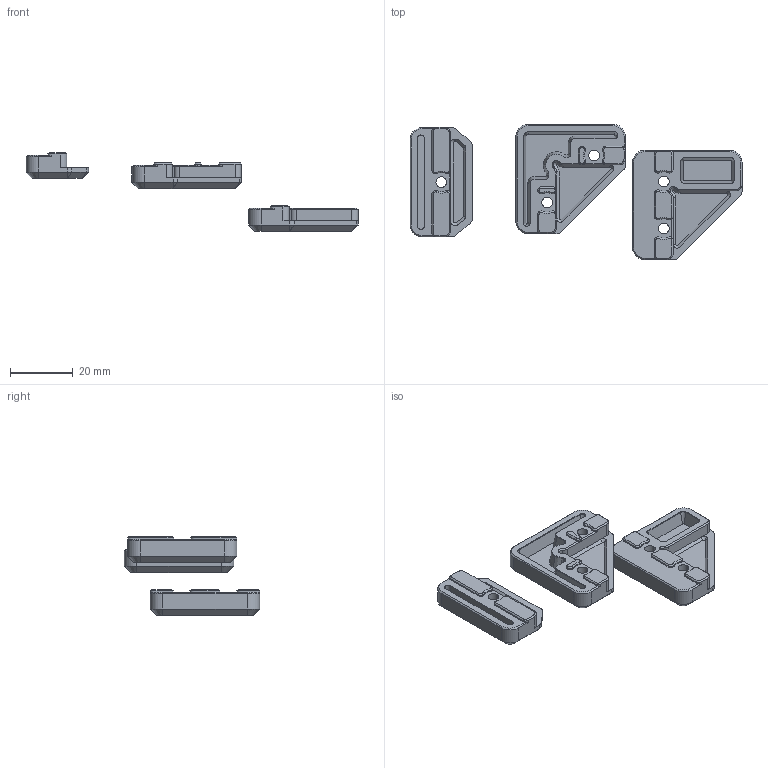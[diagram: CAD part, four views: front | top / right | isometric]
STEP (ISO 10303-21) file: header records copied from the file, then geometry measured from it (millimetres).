
FILE_DESCRIPTION (( 'STEP AP214' ), '1' );
FILE_NAME ('ass_b2v_angolari_plex.STEP', '2024-01-16T13:01:39', ( '' ), ( '' ), 'SwSTEP 2.0', 'SolidWorks 2022', '' );
FILE_SCHEMA (( 'AUTOMOTIVE_DESIGN' ));
Length unit declared in the file: millimetre
Products named in the file (4): b2v_angolare_semplice_plex_3mm; b2v_angolare_semplice_plex_3mm_fori_line; b2v_medio_semplice_plex_3mm; ass_b2v_angolari_plex
Assembly tree (3 placements, depth 2):
  ass_b2v_angolari_plex
    b2v_angolare_semplice_plex_3mm
    b2v_angolare_semplice_plex_3mm_fori_line
    b2v_medio_semplice_plex_3mm
Bounding box: 106.14 x 43.28 x 25.11 mm (x, y, z)
Volume: 13552.2 mm3; surface area: 8928.8 mm2
Topology: 3 solids, 3 shells, 382 faces, 933 edges, 557 vertices
Faces by surface type: plane 155, cone 116, cylinder 111
Entity records: 11206 total; most frequent: DIRECTION 2025, CARTESIAN_POINT 1940, ORIENTED_EDGE 1850, EDGE_CURVE 925, AXIS2_PLACEMENT_3D 734, LINE 557, VECTOR 557, VERTEX_POINT 557
